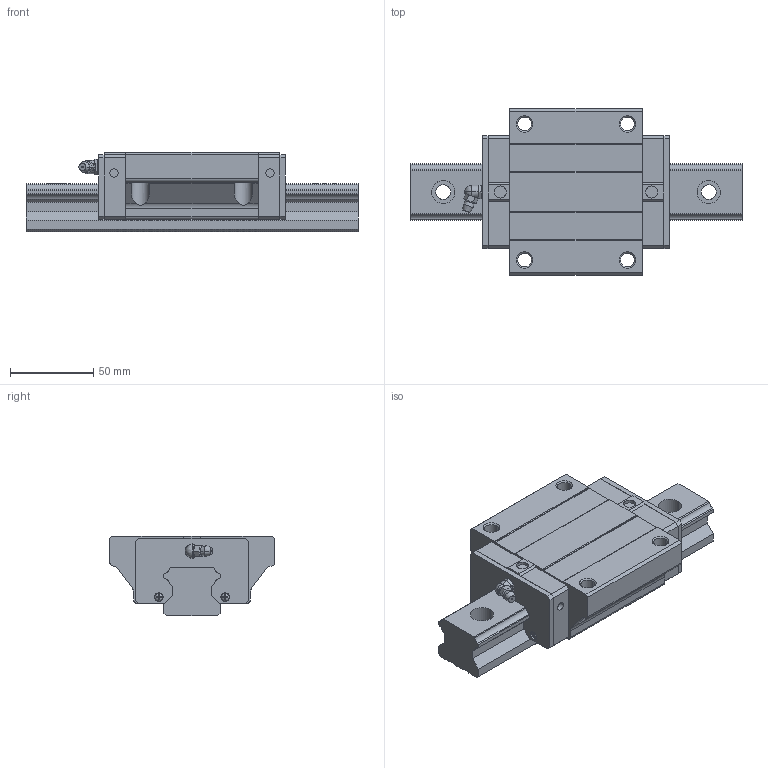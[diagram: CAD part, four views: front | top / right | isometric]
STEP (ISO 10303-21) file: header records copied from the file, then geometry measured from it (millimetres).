
FILE_DESCRIPTION(('starvars output'),'2;1');
FILE_NAME('cv20210106080955000005481.stp','08:09:55 2021/01/06',( 'Thomas Industrial Network Germany GmbH'),( 'Thomas Industrial Network Germany GmbH'),'unknown preprocess','ACIS' ,'unknown authorization');
FILE_SCHEMA(('AUTOMOTIVE_DESIGN_CC2 {UNKNOWN IMPLEMENTATION LEVEL}'));
Length unit declared in the file: millimetre
Products named in the file (11): PRODUCT_ID_1; PRODUCT_ID_2; PRODUCT_ID_3; PRODUCT_ID_4; PRODUCT_ID_5; PRODUCT_ID_6; PRODUCT_ID_7; PRODUCT_ID_8; PRODUCT_ID_9; PRODUCT_ID_10; PRODUCT_ID_11
Bounding box: 200 x 100 x 48 mm (x, y, z)
Volume: 453312.8 mm3; surface area: 89383 mm2
Topology: 11 solids, 11 shells, 452 faces, 1195 edges, 774 vertices
Faces by surface type: plane 292, cylinder 92, cone 56, sphere 12
Entity records: 17160 total; most frequent: ORIENTED_EDGE 2382, CARTESIAN_POINT 2296, DIRECTION 1870, EDGE_CURVE 1191, VERTEX_POINT 774, VECTOR 746, LINE 746, AXIS2_PLACEMENT_3D 562
